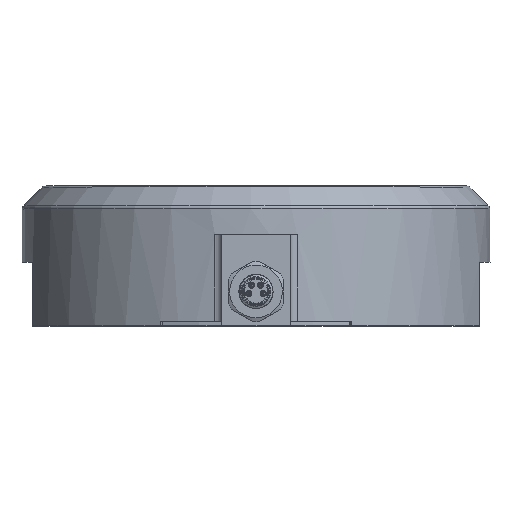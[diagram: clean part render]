
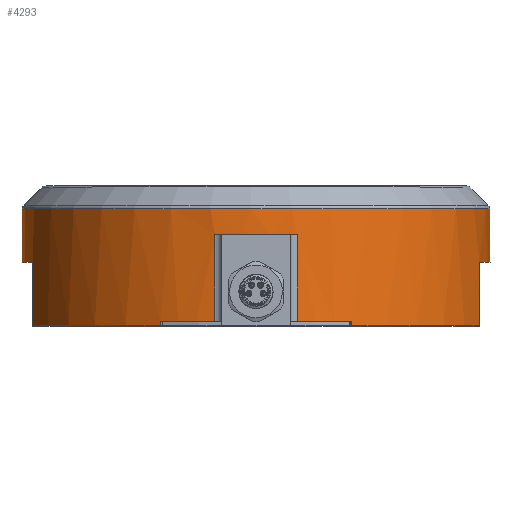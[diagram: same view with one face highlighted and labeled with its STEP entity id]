
A CAD part, top view. The second image highlights one B-rep face of the part: STEP entity #4293.
In plain terms, the highlighted cylindrical face has radius 55 mm (diameter 110 mm), a full revolution.
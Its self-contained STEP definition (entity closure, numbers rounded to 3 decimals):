
#91=LINE('',#12454,#259);
#92=LINE('',#12455,#260);
#93=LINE('',#12457,#261);
#94=LINE('',#12458,#262);
#95=LINE('',#12580,#263);
#99=LINE('',#12589,#267);
#104=LINE('',#12598,#272);
#108=LINE('',#12605,#276);
#259=VECTOR('',#5388,15.);
#260=VECTOR('',#5389,15.);
#261=VECTOR('',#5392,15.);
#262=VECTOR('',#5393,15.);
#263=VECTOR('',#5572,20.4);
#267=VECTOR('',#5582,1.);
#272=VECTOR('',#5595,1.);
#276=VECTOR('',#5605,20.4);
#468=CYLINDRICAL_SURFACE('',#4830,55.);
#727=FACE_BOUND('',#1421,.T.);
#998=FACE_OUTER_BOUND('',#1420,.T.);
#1420=EDGE_LOOP('',(#3675,#3676,#3677,#3678,#3679,#3680,#3681,#3682,#3683,
#3684,#3685,#3686,#3687,#3688,#3689,#3690));
#1421=EDGE_LOOP('',(#3691));
#1504=CIRCLE('',#4446,55.);
#1509=CIRCLE('',#4452,55.);
#1513=CIRCLE('',#4456,55.);
#1519=CIRCLE('',#4464,55.);
#1522=CIRCLE('',#4467,55.);
#1523=CIRCLE('',#4468,55.);
#1575=CIRCLE('',#4548,55.);
#1576=CIRCLE('',#4550,55.);
#1697=CIRCLE('',#4826,55.);
#1888=VERTEX_POINT('',#12023);
#1889=VERTEX_POINT('',#12024);
#1892=VERTEX_POINT('',#12033);
#1897=VERTEX_POINT('',#12042);
#1898=VERTEX_POINT('',#12044);
#1903=VERTEX_POINT('',#12054);
#1912=VERTEX_POINT('',#12150);
#1913=VERTEX_POINT('',#12151);
#1914=VERTEX_POINT('',#12153);
#1919=VERTEX_POINT('',#12163);
#1920=VERTEX_POINT('',#12165);
#1921=VERTEX_POINT('',#12167);
#1981=VERTEX_POINT('',#12444);
#1982=VERTEX_POINT('',#12445);
#1983=VERTEX_POINT('',#12449);
#1984=VERTEX_POINT('',#12450);
#2145=VERTEX_POINT('',#13011);
#2311=EDGE_CURVE('',#1888,#1889,#1504,.T.);
#2321=EDGE_CURVE('',#1898,#1897,#1509,.T.);
#2327=EDGE_CURVE('',#1892,#1903,#1513,.T.);
#2338=EDGE_CURVE('',#1914,#1913,#1519,.T.);
#2344=EDGE_CURVE('',#1920,#1919,#1522,.T.);
#2346=EDGE_CURVE('',#1912,#1921,#1523,.T.);
#2414=EDGE_CURVE('',#1981,#1982,#1575,.T.);
#2416=EDGE_CURVE('',#1983,#1984,#1576,.T.);
#2418=EDGE_CURVE('',#1913,#1983,#91,.T.);
#2419=EDGE_CURVE('',#1984,#1912,#92,.T.);
#2420=EDGE_CURVE('',#1921,#1981,#93,.T.);
#2421=EDGE_CURVE('',#1982,#1920,#94,.T.);
#2454=EDGE_CURVE('',#1898,#1889,#95,.T.);
#2459=EDGE_CURVE('',#1919,#1892,#99,.T.);
#2464=EDGE_CURVE('',#1897,#1914,#104,.T.);
#2468=EDGE_CURVE('',#1903,#1888,#108,.T.);
#2661=EDGE_CURVE('',#2145,#2145,#1697,.T.);
#3675=ORIENTED_EDGE('',*,*,#2311,.T.);
#3676=ORIENTED_EDGE('',*,*,#2454,.F.);
#3677=ORIENTED_EDGE('',*,*,#2321,.T.);
#3678=ORIENTED_EDGE('',*,*,#2464,.T.);
#3679=ORIENTED_EDGE('',*,*,#2338,.T.);
#3680=ORIENTED_EDGE('',*,*,#2418,.T.);
#3681=ORIENTED_EDGE('',*,*,#2416,.T.);
#3682=ORIENTED_EDGE('',*,*,#2419,.T.);
#3683=ORIENTED_EDGE('',*,*,#2346,.T.);
#3684=ORIENTED_EDGE('',*,*,#2420,.T.);
#3685=ORIENTED_EDGE('',*,*,#2414,.T.);
#3686=ORIENTED_EDGE('',*,*,#2421,.T.);
#3687=ORIENTED_EDGE('',*,*,#2344,.T.);
#3688=ORIENTED_EDGE('',*,*,#2459,.T.);
#3689=ORIENTED_EDGE('',*,*,#2327,.T.);
#3690=ORIENTED_EDGE('',*,*,#2468,.T.);
#3691=ORIENTED_EDGE('',*,*,#2661,.F.);
#4293=ADVANCED_FACE('',(#998,#727),#468,.T.);
#4446=AXIS2_PLACEMENT_3D('',#12025,#5159,#5160);
#4452=AXIS2_PLACEMENT_3D('',#12045,#5176,#5177);
#4456=AXIS2_PLACEMENT_3D('',#12056,#5186,#5187);
#4464=AXIS2_PLACEMENT_3D('',#12154,#5206,#5207);
#4467=AXIS2_PLACEMENT_3D('',#12166,#5215,#5216);
#4468=AXIS2_PLACEMENT_3D('',#12169,#5218,#5219);
#4548=AXIS2_PLACEMENT_3D('',#12446,#5378,#5379);
#4550=AXIS2_PLACEMENT_3D('',#12451,#5383,#5384);
#4826=AXIS2_PLACEMENT_3D('',#13012,#6059,#6060);
#4830=AXIS2_PLACEMENT_3D('',#13018,#6067,#6068);
#5159=DIRECTION('center_axis',(0.,1.,0.));
#5160=DIRECTION('ref_axis',(0.195,0.,-0.981));
#5176=DIRECTION('center_axis',(0.,1.,0.));
#5177=DIRECTION('ref_axis',(-1.,0.,0.));
#5186=DIRECTION('center_axis',(0.,1.,0.));
#5187=DIRECTION('ref_axis',(-1.,0.,0.));
#5206=DIRECTION('center_axis',(0.,1.,0.));
#5207=DIRECTION('ref_axis',(-1.,0.,0.));
#5215=DIRECTION('center_axis',(0.,1.,0.));
#5216=DIRECTION('ref_axis',(-1.,0.,0.));
#5218=DIRECTION('center_axis',(0.,1.,0.));
#5219=DIRECTION('ref_axis',(-1.,0.,0.));
#5378=DIRECTION('center_axis',(0.,1.,0.));
#5379=DIRECTION('ref_axis',(-1.,0.,0.));
#5383=DIRECTION('center_axis',(0.,1.,0.));
#5384=DIRECTION('ref_axis',(-1.,0.,0.));
#5388=DIRECTION('',(0.,1.,0.));
#5389=DIRECTION('',(0.,-1.,0.));
#5392=DIRECTION('',(0.,1.,0.));
#5393=DIRECTION('',(0.,-1.,0.));
#5572=DIRECTION('',(0.,1.,0.));
#5582=DIRECTION('',(0.,1.,0.));
#5595=DIRECTION('',(0.,-1.,0.));
#5605=DIRECTION('',(0.,1.,0.));
#6059=DIRECTION('center_axis',(0.,1.,0.));
#6060=DIRECTION('ref_axis',(-0.195,0.,0.981));
#6067=DIRECTION('center_axis',(0.,1.,0.));
#6068=DIRECTION('ref_axis',(0.195,0.,-0.981));
#12023=CARTESIAN_POINT('',(-9.649,-4.,54.147));
#12024=CARTESIAN_POINT('',(9.649,-4.,54.147));
#12025=CARTESIAN_POINT('Origin',(0.,-4.,0.));
#12033=CARTESIAN_POINT('',(-22.5,-24.4,50.187));
#12042=CARTESIAN_POINT('',(22.5,-24.4,50.187));
#12044=CARTESIAN_POINT('',(9.649,-24.4,54.147));
#12045=CARTESIAN_POINT('Origin',(0.,-24.4,0.));
#12054=CARTESIAN_POINT('',(-9.649,-24.4,54.147));
#12056=CARTESIAN_POINT('Origin',(0.,-24.4,0.));
#12150=CARTESIAN_POINT('',(52.5,-25.4,-16.394));
#12151=CARTESIAN_POINT('',(52.5,-25.4,16.394));
#12153=CARTESIAN_POINT('',(22.5,-25.4,50.187));
#12154=CARTESIAN_POINT('Origin',(0.,-25.4,0.));
#12163=CARTESIAN_POINT('',(-22.5,-25.4,50.187));
#12165=CARTESIAN_POINT('',(-52.5,-25.4,16.394));
#12166=CARTESIAN_POINT('Origin',(0.,-25.4,0.));
#12167=CARTESIAN_POINT('',(-52.5,-25.4,-16.394));
#12169=CARTESIAN_POINT('Origin',(0.,-25.4,0.));
#12444=CARTESIAN_POINT('',(-52.5,-10.4,-16.394));
#12445=CARTESIAN_POINT('',(-52.5,-10.4,16.394));
#12446=CARTESIAN_POINT('Origin',(0.,-10.4,0.));
#12449=CARTESIAN_POINT('',(52.5,-10.4,16.394));
#12450=CARTESIAN_POINT('',(52.5,-10.4,-16.394));
#12451=CARTESIAN_POINT('Origin',(0.,-10.4,0.));
#12454=CARTESIAN_POINT('',(52.5,-14.7,16.394));
#12455=CARTESIAN_POINT('',(52.5,-14.7,-16.394));
#12457=CARTESIAN_POINT('',(-52.5,-14.7,-16.394));
#12458=CARTESIAN_POINT('',(-52.5,-14.7,16.394));
#12580=CARTESIAN_POINT('',(9.649,-25.4,54.147));
#12589=CARTESIAN_POINT('',(-22.5,-14.7,50.187));
#12598=CARTESIAN_POINT('',(22.5,-14.7,50.187));
#12605=CARTESIAN_POINT('',(-9.649,-25.4,54.147));
#13011=CARTESIAN_POINT('',(10.749,2.086,-53.939));
#13012=CARTESIAN_POINT('Origin',(0.,2.086,0.));
#13018=CARTESIAN_POINT('Origin',(0.,-0.75,
0.));
